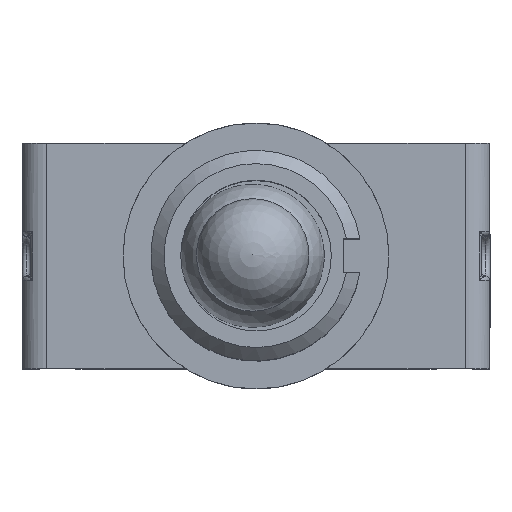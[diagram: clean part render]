
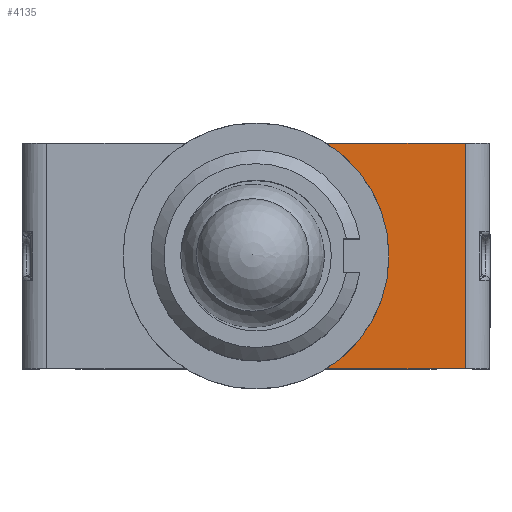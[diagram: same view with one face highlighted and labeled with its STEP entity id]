
A CAD part, top view. The second image highlights one B-rep face of the part: STEP entity #4135.
In plain terms, the highlighted planar face has unit normal (0, 0, 1).
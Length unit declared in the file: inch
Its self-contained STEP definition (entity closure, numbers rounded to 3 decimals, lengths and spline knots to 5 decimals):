
#224=FACE_OUTER_BOUND('',#468,.T.);
#468=EDGE_LOOP('',(#2724,#2725,#2726,#2727,#2728));
#724=LINE('',#5953,#1125);
#725=LINE('',#5955,#1126);
#726=LINE('',#5956,#1127);
#1125=VECTOR('',#4790,0.3937);
#1126=VECTOR('',#4791,0.3937);
#1127=VECTOR('',#4792,0.3937);
#1526=CIRCLE('',#4403,0.11811);
#1527=CIRCLE('',#4404,0.11811);
#1680=VERTEX_POINT('',#5947);
#1681=VERTEX_POINT('',#5948);
#1682=VERTEX_POINT('',#5950);
#1683=VERTEX_POINT('',#5952);
#1684=VERTEX_POINT('',#5954);
#2085=EDGE_CURVE('',#1680,#1681,#1526,.T.);
#2086=EDGE_CURVE('',#1681,#1682,#1527,.T.);
#2087=EDGE_CURVE('',#1683,#1682,#724,.T.);
#2088=EDGE_CURVE('',#1684,#1683,#725,.T.);
#2089=EDGE_CURVE('',#1680,#1684,#726,.T.);
#2724=ORIENTED_EDGE('',*,*,#2085,.T.);
#2725=ORIENTED_EDGE('',*,*,#2086,.T.);
#2726=ORIENTED_EDGE('',*,*,#2087,.F.);
#2727=ORIENTED_EDGE('',*,*,#2088,.F.);
#2728=ORIENTED_EDGE('',*,*,#2089,.F.);
#4002=PLANE('',#4402);
#4135=ADVANCED_FACE('',(#224),#4002,.T.);
#4402=AXIS2_PLACEMENT_3D('',#5946,#4784,#4785);
#4403=AXIS2_PLACEMENT_3D('',#5949,#4786,#4787);
#4404=AXIS2_PLACEMENT_3D('',#5951,#4788,#4789);
#4784=DIRECTION('center_axis',(0.,0.,
1.));
#4785=DIRECTION('ref_axis',(1.,0.,0.));
#4786=DIRECTION('center_axis',(0.,0.,
-1.));
#4787=DIRECTION('ref_axis',(-1.,0.,0.));
#4788=DIRECTION('center_axis',(0.,0.,
-1.));
#4789=DIRECTION('ref_axis',(-1.,0.,0.));
#4790=DIRECTION('',(-1.,0.,0.));
#4791=DIRECTION('',(0.,-1.,0.));
#4792=DIRECTION('',(1.,0.,0.));
#5946=CARTESIAN_POINT('Origin',(0.,0.,
0.30433));
#5947=CARTESIAN_POINT('',(0.06285,0.1,0.30433));
#5948=CARTESIAN_POINT('',(0.11811,0.,0.30433));
#5949=CARTESIAN_POINT('Origin',(0.,0.,
0.30433));
#5950=CARTESIAN_POINT('',(0.06285,-0.1,0.30433));
#5951=CARTESIAN_POINT('Origin',(0.,0.,
0.30433));
#5952=CARTESIAN_POINT('',(0.18583,-0.1,0.30433));
#5953=CARTESIAN_POINT('',(0.20787,-0.1,0.30433));
#5954=CARTESIAN_POINT('',(0.18583,0.1,0.30433));
#5955=CARTESIAN_POINT('',(0.18583,0.05,0.30433));
#5956=CARTESIAN_POINT('',(-0.20787,0.1,0.30433));
